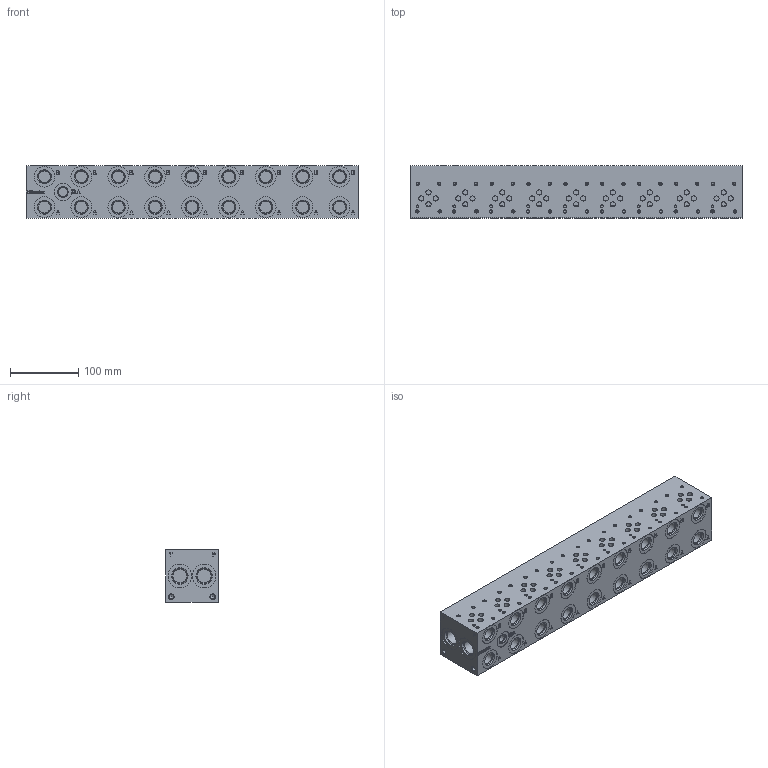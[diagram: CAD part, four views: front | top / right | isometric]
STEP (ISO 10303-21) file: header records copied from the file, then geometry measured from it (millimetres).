
FILE_DESCRIPTION( ( 'STEP AP214' ), ' ' );
FILE_NAME( 'AD03P092S_C.stp', '2018-04-23T18:06:28', ( '' ), ( '' ), ' ', 'PARTsolutions', ' ' );
FILE_SCHEMA( ( 'AUTOMOTIVE_DESIGN { 1 0 10303 214 1 1 1 1 }' ) );
Length unit declared in the file: inch
Products named in the file (1): _AD03P092S/C
Bounding box: 485.77 x 76.2 x 76.2 mm (x, y, z)
Volume: 2662522.4 mm3; surface area: 201927 mm2
Topology: 1 solids, 1 shells, 811 faces, 1888 edges, 1216 vertices
Faces by surface type: plane 463, cylinder 218, cone 130
Full cylindrical faces by diameter (mm): 3.68 x36, 4.013 x9, 6.411 x4, 7.493 x36, 12.761 x1, 14.275 x1, 15.9 x1, 17.33 x18, 20.262 x4, 20.625 x1, 25.019 x1, 30.175 x1, 30.251 x18, 34.417 x4
Entity records: 27894 total; most frequent: CARTESIAN_POINT 3720, DIRECTION 3700, ORIENTED_EDGE 3122, EDGE_CURVE 1561, AXIS2_PLACEMENT_3D 1336, EDGE_LOOP 1231, VERTEX_POINT 1194, LINE 1028
